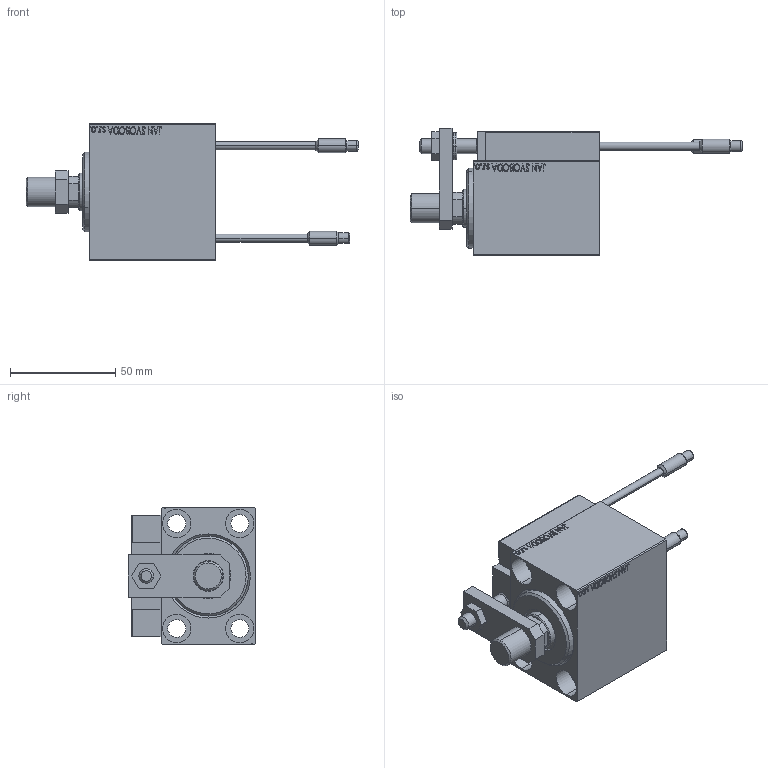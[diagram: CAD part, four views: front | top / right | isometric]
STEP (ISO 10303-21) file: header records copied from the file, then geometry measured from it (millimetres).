
FILE_DESCRIPTION (( 'STEP AP203' ), '1' );
FILE_NAME ('794a.STEP', '2024-02-12T14:09:34', ( '' ), ( '' ), 'SwSTEP 2.0', 'SolidWorks 2019', '' );
FILE_SCHEMA (( 'CONFIG_CONTROL_DESIGN' ));
Length unit declared in the file: millimetre
Products named in the file (16): KONCOVKA_Y 33186768726d297f044adf8393f6cf3d; V450CM_C_VCP 33186768726d297f044adf8393f6cf3d; SWITCH_X_FRONT_BACK 33186768726d297f044adf8393f6cf3d; NUT_D12 33186768726d297f044adf8393f6cf3d; TYC_L79 33186768726d297f044adf8393f6cf3d; 794a; V450CM_MALE_METRIC 33186768726d297f044adf8393f6cf3d; MAGNET 33186768726d297f044adf8393f6cf3d; ZARAZKA 33186768726d297f044adf8393f6cf3d; Block 33186768726d297f044adf8393f6cf3d; SWITCH DIM B,W 33186768726d297f044adf8393f6cf3d; ALLEN BOLT D5 33186768726d297f044adf8393f6cf3d; ALLEN BOLT D8 33186768726d297f044adf8393f6cf3d; SWITCH X 33186768726d297f044adf8393f6cf3d; V450CM_C_Body 33186768726d297f044adf8393f6cf3d; V450CM_VC_B 33186768726d297f044adf8393f6cf3d
Assembly tree (25 placements, depth 3):
  794a
    V450CM_C_Body 33186768726d297f044adf8393f6cf3d
    SWITCH X 33186768726d297f044adf8393f6cf3d
      SWITCH_X_FRONT_BACK 33186768726d297f044adf8393f6cf3d  x2
      TYC_L79 33186768726d297f044adf8393f6cf3d
      Block 33186768726d297f044adf8393f6cf3d  x2
      ALLEN BOLT D5 33186768726d297f044adf8393f6cf3d  x4
      ALLEN BOLT D8 33186768726d297f044adf8393f6cf3d  x4
      MAGNET 33186768726d297f044adf8393f6cf3d  x2
      KONCOVKA_Y 33186768726d297f044adf8393f6cf3d  x2
    NUT_D12 33186768726d297f044adf8393f6cf3d
    SWITCH DIM B,W 33186768726d297f044adf8393f6cf3d
    ZARAZKA 33186768726d297f044adf8393f6cf3d
    V450CM_C_VCP 33186768726d297f044adf8393f6cf3d
    V450CM_VC_B 33186768726d297f044adf8393f6cf3d
    V450CM_MALE_METRIC 33186768726d297f044adf8393f6cf3d
Bounding box: 158 x 60.5 x 65 mm (x, y, z)
Volume: 201860.1 mm3; surface area: 67104 mm2
Topology: 24 solids, 24 shells, 1318 faces, 3145 edges, 2006 vertices
Faces by surface type: plane 566, bspline 380, cylinder 200, cone 118, torus 50, sphere 4
Entity records: 51047 total; most frequent: CARTESIAN_POINT 26104, ORIENTED_EDGE 5266, DIRECTION 3595, EDGE_CURVE 2633, VERTEX_POINT 1718, LINE 1505, VECTOR 1505, EDGE_LOOP 1219
